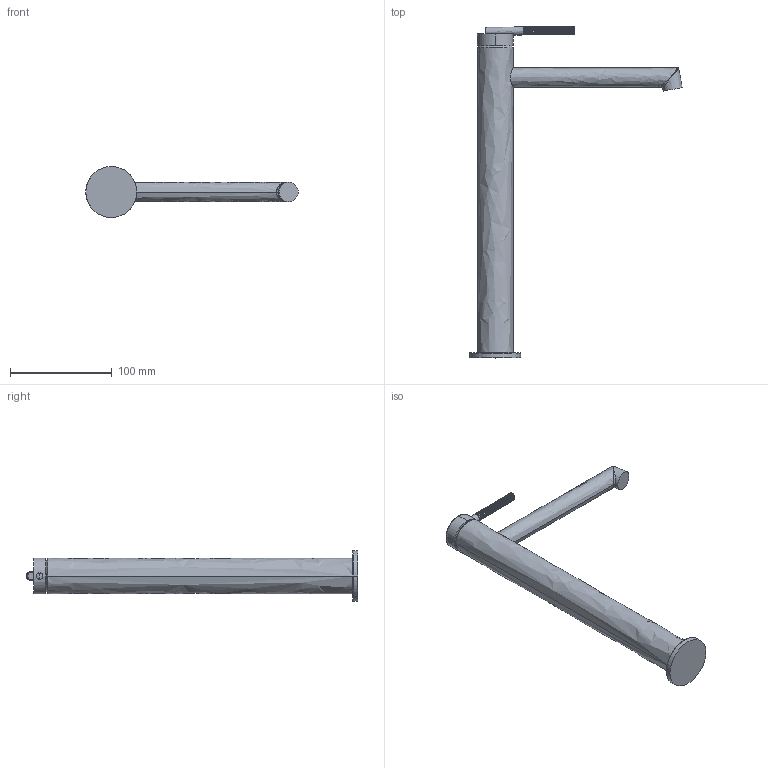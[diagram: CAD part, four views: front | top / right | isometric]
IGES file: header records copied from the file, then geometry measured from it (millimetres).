
Start section:  PTC IGES file: GPF6350600000G001_1.igs
Global section: file name: GPF6350600000G001_1.igs; native system: Creo Parametric by PTC Inc.; preprocessor: 2020281; author: plmexport; organization: Unknown; date: 20220928.202552; units: millimetre
Bounding box: 208.47 x 325.94 x 50 mm (x, y, z)
Surface area: 55103.3 mm2 (no closed solid volume)
Topology: 0 solids, 0 shells, 171 faces, 877 edges, 875 vertices
Faces by surface type: bspline 171
